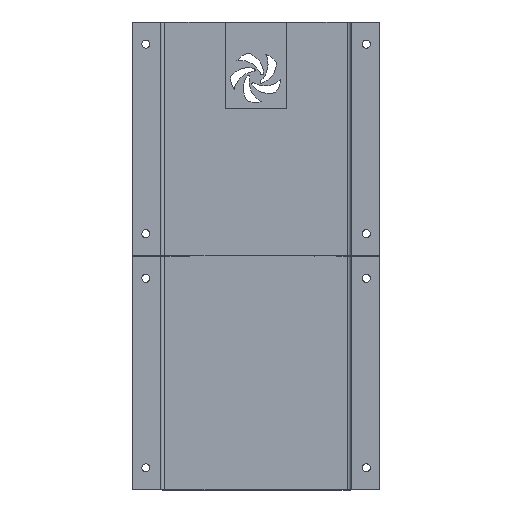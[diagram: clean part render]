
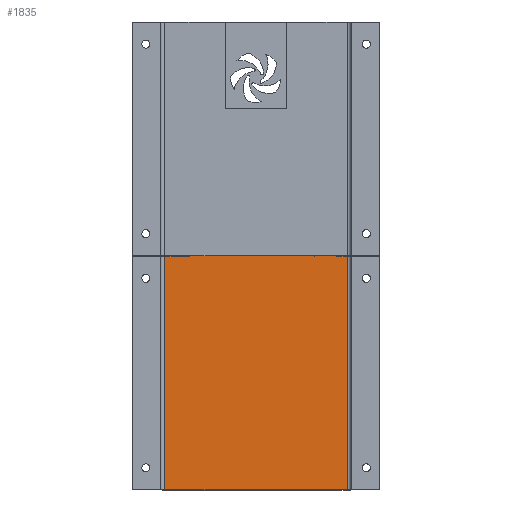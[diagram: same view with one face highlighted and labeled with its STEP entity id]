
A CAD part, top view. The second image highlights one B-rep face of the part: STEP entity #1835.
In plain terms, the highlighted planar face has unit normal (0, 0, 1).
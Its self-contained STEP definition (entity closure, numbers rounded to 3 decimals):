
#88=PLANE('',#2050);
#175=FACE_OUTER_BOUND('',#297,.T.);
#297=EDGE_LOOP('',(#1571,#1572,#1573,#1574,#1575,#1576,#1577,#1578,#1579,
#1580));
#429=LINE('',#3029,#583);
#448=LINE('',#3081,#602);
#454=LINE('',#3099,#608);
#456=LINE('',#3105,#610);
#457=LINE('',#3107,#611);
#458=LINE('',#3109,#612);
#459=LINE('',#3111,#613);
#460=LINE('',#3112,#614);
#461=LINE('',#3114,#615);
#462=LINE('',#3115,#616);
#583=VECTOR('',#2479,10.);
#602=VECTOR('',#2518,10.);
#608=VECTOR('',#2536,10.);
#610=VECTOR('',#2542,10.);
#611=VECTOR('',#2543,10.);
#612=VECTOR('',#2544,10.);
#613=VECTOR('',#2545,10.);
#614=VECTOR('',#2546,10.);
#615=VECTOR('',#2547,10.);
#616=VECTOR('',#2548,10.);
#868=VERTEX_POINT('',#3026);
#869=VERTEX_POINT('',#3028);
#891=VERTEX_POINT('',#3078);
#892=VERTEX_POINT('',#3080);
#898=VERTEX_POINT('',#3098);
#900=VERTEX_POINT('',#3104);
#901=VERTEX_POINT('',#3106);
#902=VERTEX_POINT('',#3108);
#903=VERTEX_POINT('',#3110);
#904=VERTEX_POINT('',#3113);
#1099=EDGE_CURVE('',#868,#869,#429,.T.);
#1125=EDGE_CURVE('',#891,#892,#448,.T.);
#1134=EDGE_CURVE('',#869,#898,#454,.T.);
#1137=EDGE_CURVE('',#900,#868,#456,.T.);
#1138=EDGE_CURVE('',#901,#900,#457,.T.);
#1139=EDGE_CURVE('',#902,#901,#458,.T.);
#1140=EDGE_CURVE('',#903,#902,#459,.T.);
#1141=EDGE_CURVE('',#892,#903,#460,.T.);
#1142=EDGE_CURVE('',#904,#891,#461,.T.);
#1143=EDGE_CURVE('',#898,#904,#462,.T.);
#1571=ORIENTED_EDGE('',*,*,#1134,.F.);
#1572=ORIENTED_EDGE('',*,*,#1099,.F.);
#1573=ORIENTED_EDGE('',*,*,#1137,.F.);
#1574=ORIENTED_EDGE('',*,*,#1138,.F.);
#1575=ORIENTED_EDGE('',*,*,#1139,.F.);
#1576=ORIENTED_EDGE('',*,*,#1140,.F.);
#1577=ORIENTED_EDGE('',*,*,#1141,.F.);
#1578=ORIENTED_EDGE('',*,*,#1125,.F.);
#1579=ORIENTED_EDGE('',*,*,#1142,.F.);
#1580=ORIENTED_EDGE('',*,*,#1143,.F.);
#1835=ADVANCED_FACE('',(#175),#88,.F.);
#2050=AXIS2_PLACEMENT_3D('',#3103,#2540,#2541);
#2479=DIRECTION('',(1.,0.,0.));
#2518=DIRECTION('',(1.,0.,0.));
#2536=DIRECTION('',(0.,-1.,0.));
#2540=DIRECTION('center_axis',(0.,0.,-1.));
#2541=DIRECTION('ref_axis',(-1.,0.,0.));
#2542=DIRECTION('',(1.,0.,0.));
#2543=DIRECTION('',(0.,1.,0.));
#2544=DIRECTION('',(1.,0.,0.));
#2545=DIRECTION('',(0.,1.,0.));
#2546=DIRECTION('',(1.,0.,0.));
#2547=DIRECTION('',(0.,1.,0.));
#2548=DIRECTION('',(-1.,0.,0.));
#3026=CARTESIAN_POINT('',(59.785,106.7,-3.2));
#3028=CARTESIAN_POINT('',(67.661,106.7,-3.2));
#3029=CARTESIAN_POINT('',(-20.089,106.7,-3.2));
#3078=CARTESIAN_POINT('',(-66.339,106.7,-3.2));
#3080=CARTESIAN_POINT('',(-57.395,106.7,-3.2));
#3081=CARTESIAN_POINT('',(-20.089,106.7,-3.2));
#3098=CARTESIAN_POINT('',(67.661,-65.149,-3.2));
#3099=CARTESIAN_POINT('',(67.661,36.7,-3.2));
#3103=CARTESIAN_POINT('Origin',(-50.339,36.7,-3.2));
#3104=CARTESIAN_POINT('',(43.785,106.701,-3.2));
#3105=CARTESIAN_POINT('',(4.725,106.703,-3.2));
#3106=CARTESIAN_POINT('',(43.785,106.7,-3.2));
#3107=CARTESIAN_POINT('',(43.781,36.696,-3.2));
#3108=CARTESIAN_POINT('',(-48.156,106.7,-3.2));
#3109=CARTESIAN_POINT('',(-24.97,106.7,-3.2));
#3110=CARTESIAN_POINT('',(-48.156,106.699,-3.2));
#3111=CARTESIAN_POINT('',(-48.16,36.701,-3.2));
#3112=CARTESIAN_POINT('',(-53.865,106.7,-3.2));
#3113=CARTESIAN_POINT('',(-66.339,-65.149,-3.2));
#3114=CARTESIAN_POINT('',(-66.339,36.7,-3.2));
#3115=CARTESIAN_POINT('',(-20.089,-65.149,-3.2));
